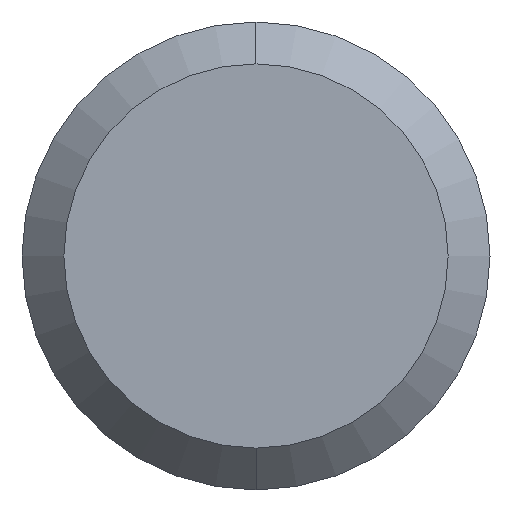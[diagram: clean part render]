
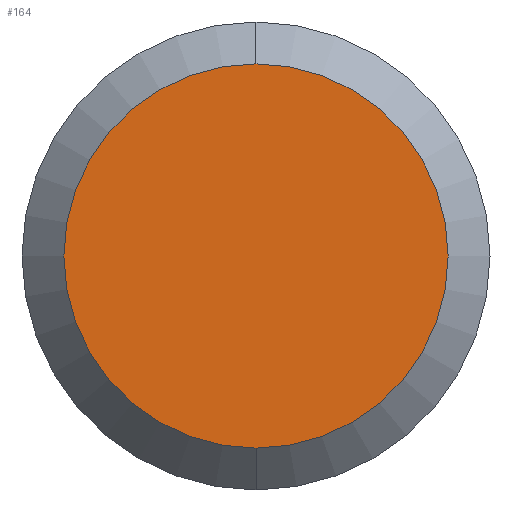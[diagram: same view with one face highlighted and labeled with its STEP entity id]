
A CAD part, left-side view. The second image highlights one B-rep face of the part: STEP entity #164.
In plain terms, the highlighted planar face has unit normal (-1, 0, 0).
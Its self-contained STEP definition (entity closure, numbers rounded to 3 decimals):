
#38 = CARTESIAN_POINT ( 'NONE',  ( 0., 0., 0. ) ) ;
#45 = PLANE ( 'NONE',  #134 ) ;
#61 = FACE_OUTER_BOUND ( 'NONE', #239, .T. ) ;
#87 = ORIENTED_EDGE ( 'NONE', *, *, #370, .F. ) ;
#98 = DIRECTION ( 'NONE',  ( 0., 0., -1. ) ) ;
#111 = CARTESIAN_POINT ( 'NONE',  ( 0., 3., 0. ) ) ;
#134 = AXIS2_PLACEMENT_3D ( 'NONE', #111, #149, #386 ) ;
#149 = DIRECTION ( 'NONE',  ( -1., 0., 0. ) ) ;
#164 = ADVANCED_FACE ( 'NONE', ( #61 ), #45, .T. ) ;
#191 = AXIS2_PLACEMENT_3D ( 'NONE', #38, #206, #344 ) ;
#206 = DIRECTION ( 'NONE',  ( 1., 0., 0. ) ) ;
#218 = VERTEX_POINT ( 'NONE', #338 ) ;
#220 = VERTEX_POINT ( 'NONE', #262 ) ;
#239 = EDGE_LOOP ( 'NONE', ( #87, #276 ) ) ;
#262 = CARTESIAN_POINT ( 'NONE',  ( 0., 0., -4.926 ) ) ;
#276 = ORIENTED_EDGE ( 'NONE', *, *, #314, .F. ) ;
#305 = AXIS2_PLACEMENT_3D ( 'NONE', #395, #331, #98 ) ;
#314 = EDGE_CURVE ( 'NONE', #218, #220, #419, .T. ) ;
#331 = DIRECTION ( 'NONE',  ( 1., 0., 0. ) ) ;
#338 = CARTESIAN_POINT ( 'NONE',  ( 0., 0., 4.926 ) ) ;
#344 = DIRECTION ( 'NONE',  ( 0., 0., -1. ) ) ;
#370 = EDGE_CURVE ( 'NONE', #220, #218, #391, .T. ) ;
#386 = DIRECTION ( 'NONE',  ( 0., 0., 1. ) ) ;
#391 = CIRCLE ( 'NONE', #191, 4.926 ) ;
#395 = CARTESIAN_POINT ( 'NONE',  ( 0., 0., 0. ) ) ;
#419 = CIRCLE ( 'NONE', #305, 4.926 ) ;
